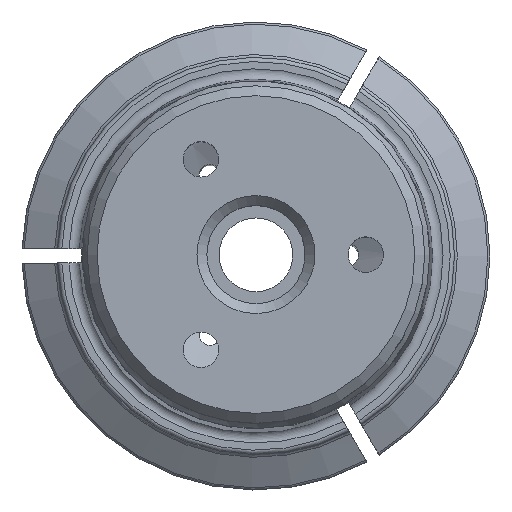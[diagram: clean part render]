
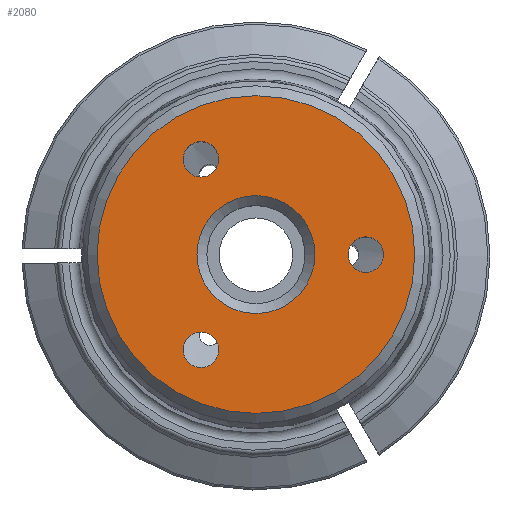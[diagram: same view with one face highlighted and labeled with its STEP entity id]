
A CAD part, top view. The second image highlights one B-rep face of the part: STEP entity #2080.
In plain terms, the highlighted planar face has unit normal (0, 0, 1).
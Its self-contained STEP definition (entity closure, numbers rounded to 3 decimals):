
#204=PLANE('',#2192);
#295=ORIENTED_EDGE('',*,*,#715,.F.);
#296=ORIENTED_EDGE('',*,*,#712,.T.);
#297=ORIENTED_EDGE('',*,*,#710,.T.);
#298=ORIENTED_EDGE('',*,*,#708,.T.);
#299=ORIENTED_EDGE('',*,*,#704,.T.);
#704=EDGE_CURVE('',#917,#917,#1070,.T.);
#708=EDGE_CURVE('',#921,#921,#1074,.T.);
#710=EDGE_CURVE('',#923,#923,#1076,.T.);
#712=EDGE_CURVE('',#925,#925,#1078,.T.);
#715=EDGE_CURVE('',#928,#928,#1081,.T.);
#917=VERTEX_POINT('',#2840);
#921=VERTEX_POINT('',#2850);
#923=VERTEX_POINT('',#2855);
#925=VERTEX_POINT('',#2860);
#928=VERTEX_POINT('',#2868);
#1070=CIRCLE('',#2170,4.159);
#1074=CIRCLE('',#2176,1.25);
#1076=CIRCLE('',#2179,1.25);
#1078=CIRCLE('',#2182,1.25);
#1081=CIRCLE('',#2187,11.2);
#1187=EDGE_LOOP('',(#295));
#1188=EDGE_LOOP('',(#296));
#1189=EDGE_LOOP('',(#297));
#1190=EDGE_LOOP('',(#298));
#1191=EDGE_LOOP('',(#299));
#1317=FACE_BOUND('',#1187,.T.);
#1318=FACE_BOUND('',#1188,.T.);
#1319=FACE_BOUND('',#1189,.T.);
#1320=FACE_BOUND('',#1190,.T.);
#1321=FACE_BOUND('',#1191,.T.);
#2080=ADVANCED_FACE('',(#1317,#1318,#1319,#1320,#1321),#204,.F.);
#2170=AXIS2_PLACEMENT_3D('',#2839,#2375,#2376);
#2176=AXIS2_PLACEMENT_3D('',#2849,#2387,#2388);
#2179=AXIS2_PLACEMENT_3D('',#2854,#2393,#2394);
#2182=AXIS2_PLACEMENT_3D('',#2859,#2399,#2400);
#2187=AXIS2_PLACEMENT_3D('',#2867,#2409,#2410);
#2192=AXIS2_PLACEMENT_3D('',#2875,#2419,#2420);
#2375=DIRECTION('',(0.,0.,-1.));
#2376=DIRECTION('',(-1.,0.,0.));
#2387=DIRECTION('',(0.,0.,-1.));
#2388=DIRECTION('',(1.,0.,0.));
#2393=DIRECTION('',(0.,0.,-1.));
#2394=DIRECTION('',(1.,0.,0.));
#2399=DIRECTION('',(0.,0.,-1.));
#2400=DIRECTION('',(1.,0.,0.));
#2409=DIRECTION('',(0.,0.,-1.));
#2410=DIRECTION('',(-1.,0.,0.));
#2419=DIRECTION('',(0.,0.,-1.));
#2420=DIRECTION('',(-1.,0.,0.));
#2839=CARTESIAN_POINT('',(0.,0.,60.5));
#2840=CARTESIAN_POINT('',(-4.159,0.,60.5));
#2849=CARTESIAN_POINT('',(-3.875,-6.712,60.5));
#2850=CARTESIAN_POINT('',(-2.625,-6.712,60.5));
#2854=CARTESIAN_POINT('',(-3.875,6.712,60.5));
#2855=CARTESIAN_POINT('',(-2.625,6.712,60.5));
#2859=CARTESIAN_POINT('',(7.75,0.,60.5));
#2860=CARTESIAN_POINT('',(9.,0.,60.5));
#2867=CARTESIAN_POINT('',(0.,0.,60.5));
#2868=CARTESIAN_POINT('',(-11.2,0.,60.5));
#2875=CARTESIAN_POINT('',(11.9,0.,60.5));
